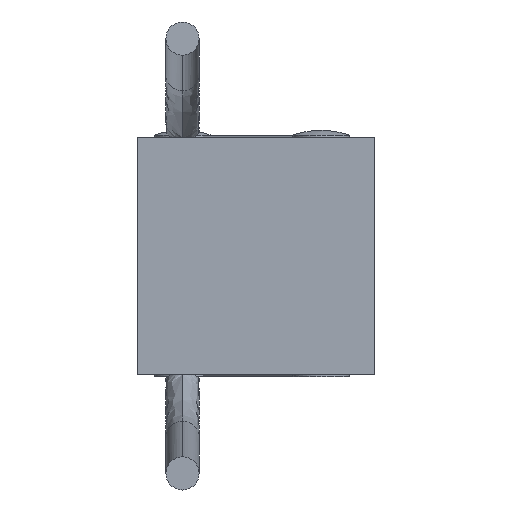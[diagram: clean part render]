
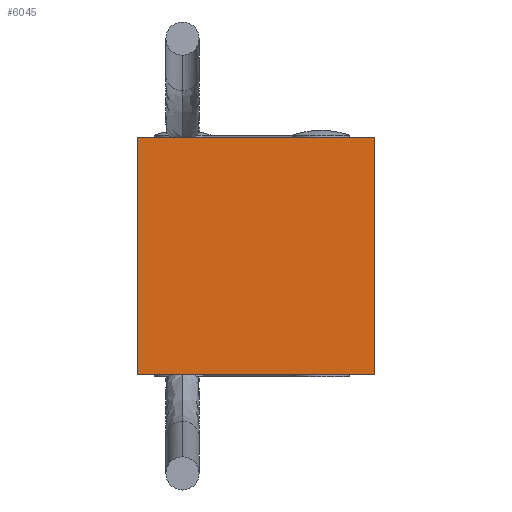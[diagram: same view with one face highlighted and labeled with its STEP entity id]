
A CAD part, front view. The second image highlights one B-rep face of the part: STEP entity #6045.
In plain terms, the highlighted planar face has unit normal (0, -1, 0).
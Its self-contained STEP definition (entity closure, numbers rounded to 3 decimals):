
#9 = EDGE_CURVE ( 'NONE', #6007, #1133, #3944, .T. ) ;
#122 = CARTESIAN_POINT ( 'NONE',  ( 2.5, -0.51, -2.5 ) ) ;
#132 = LINE ( 'NONE', #1582, #2640 ) ;
#141 = CARTESIAN_POINT ( 'NONE',  ( -2.5, -0.51, -2.5 ) ) ;
#458 = LINE ( 'NONE', #3139, #5472 ) ;
#928 = EDGE_CURVE ( 'NONE', #1133, #4721, #458, .T. ) ;
#1133 = VERTEX_POINT ( 'NONE', #6230 ) ;
#1345 = ORIENTED_EDGE ( 'NONE', *, *, #9, .T. ) ;
#1419 = EDGE_LOOP ( 'NONE', ( #6266, #1587, #2911, #1345 ) ) ;
#1531 = CARTESIAN_POINT ( 'NONE',  ( 2.5, -0.51, -2.5 ) ) ;
#1582 = CARTESIAN_POINT ( 'NONE',  ( 2.5, -0.51, 2.5 ) ) ;
#1587 = ORIENTED_EDGE ( 'NONE', *, *, #4656, .T. ) ;
#1915 = VECTOR ( 'NONE', #3312, 1000. ) ;
#2021 = PLANE ( 'NONE',  #4292 ) ;
#2039 = CARTESIAN_POINT ( 'NONE',  ( 0., -0.51, 0. ) ) ;
#2538 = DIRECTION ( 'NONE',  ( 0., 0., 1. ) ) ;
#2604 = DIRECTION ( 'NONE',  ( 0., 0., 1. ) ) ;
#2640 = VECTOR ( 'NONE', #2604, 1000. ) ;
#2911 = ORIENTED_EDGE ( 'NONE', *, *, #6086, .T. ) ;
#3139 = CARTESIAN_POINT ( 'NONE',  ( -2.5, -0.51, 2.5 ) ) ;
#3296 = LINE ( 'NONE', #122, #3454 ) ;
#3312 = DIRECTION ( 'NONE',  ( -1., 0., 0. ) ) ;
#3454 = VECTOR ( 'NONE', #3628, 1000. ) ;
#3480 = CARTESIAN_POINT ( 'NONE',  ( 2.5, -0.51, 2.5 ) ) ;
#3628 = DIRECTION ( 'NONE',  ( 1., 0., 0. ) ) ;
#3633 = DIRECTION ( 'NONE',  ( 0., 0., -1. ) ) ;
#3944 = LINE ( 'NONE', #6319, #1915 ) ;
#4101 = VERTEX_POINT ( 'NONE', #1531 ) ;
#4192 = FACE_OUTER_BOUND ( 'NONE', #1419, .T. ) ;
#4292 = AXIS2_PLACEMENT_3D ( 'NONE', #2039, #5545, #2538 ) ;
#4656 = EDGE_CURVE ( 'NONE', #4721, #4101, #3296, .T. ) ;
#4721 = VERTEX_POINT ( 'NONE', #141 ) ;
#5472 = VECTOR ( 'NONE', #3633, 1000. ) ;
#5545 = DIRECTION ( 'NONE',  ( 0., 1., 0. ) ) ;
#6007 = VERTEX_POINT ( 'NONE', #3480 ) ;
#6045 = ADVANCED_FACE ( 'NONE', ( #4192 ), #2021, .F. ) ;
#6086 = EDGE_CURVE ( 'NONE', #4101, #6007, #132, .T. ) ;
#6230 = CARTESIAN_POINT ( 'NONE',  ( -2.5, -0.51, 2.5 ) ) ;
#6266 = ORIENTED_EDGE ( 'NONE', *, *, #928, .T. ) ;
#6319 = CARTESIAN_POINT ( 'NONE',  ( 2.5, -0.51, 2.5 ) ) ;
